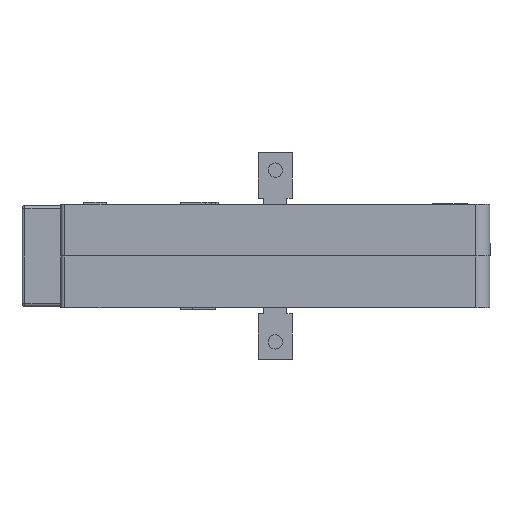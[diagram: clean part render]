
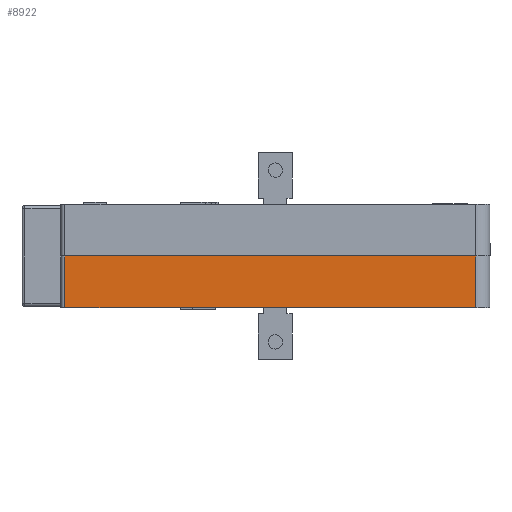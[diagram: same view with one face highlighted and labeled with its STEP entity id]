
A CAD part, left-side view. The second image highlights one B-rep face of the part: STEP entity #8922.
In plain terms, the highlighted planar face has unit normal (-1, 0, 0).
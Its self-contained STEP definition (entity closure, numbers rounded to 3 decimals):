
#2303 = ORIENTED_EDGE ( 'NONE', *, *, #26849, .F. ) ;
#3356 = ORIENTED_EDGE ( 'NONE', *, *, #26886, .T. ) ;
#4931 = VERTEX_POINT ( 'NONE', #5876 ) ;
#5313 = CARTESIAN_POINT ( 'NONE',  ( -49., 73.5, -18. ) ) ;
#5876 = CARTESIAN_POINT ( 'NONE',  ( -49., -70., 0. ) ) ;
#8922 = ADVANCED_FACE ( 'NONE', ( #20776 ), #19375, .T. ) ;
#9875 = CARTESIAN_POINT ( 'NONE',  ( -49., -70., -18. ) ) ;
#10115 = ORIENTED_EDGE ( 'NONE', *, *, #26729, .T. ) ;
#14310 = EDGE_CURVE ( 'NONE', #26166, #4931, #23863, .T. ) ;
#16359 = DIRECTION ( 'NONE',  ( 0., -1., 0. ) ) ;
#16902 = CARTESIAN_POINT ( 'NONE',  ( -49., -70., -18. ) ) ;
#17773 = EDGE_LOOP ( 'NONE', ( #19347, #2303, #3356, #10115 ) ) ;
#19347 = ORIENTED_EDGE ( 'NONE', *, *, #14310, .F. ) ;
#19375 = PLANE ( 'NONE',  #26134 ) ;
#20776 = FACE_OUTER_BOUND ( 'NONE', #17773, .T. ) ;
#20834 = DIRECTION ( 'NONE',  ( -1., 0., 0. ) ) ;
#21582 = VECTOR ( 'NONE', #24260, 1000. ) ;
#21600 = LINE ( 'NONE', #24684, #21582 ) ;
#21936 = LINE ( 'NONE', #25072, #22044 ) ;
#22022 = VERTEX_POINT ( 'NONE', #9875 ) ;
#22044 = VECTOR ( 'NONE', #25020, 1000. ) ;
#22368 = VECTOR ( 'NONE', #26839, 1000. ) ;
#22395 = LINE ( 'NONE', #27010, #22368 ) ;
#22914 = DIRECTION ( 'NONE',  ( 0., -1., 0. ) ) ;
#22978 = CARTESIAN_POINT ( 'NONE',  ( -49., -70., 0. ) ) ;
#23847 = VECTOR ( 'NONE', #22914, 1000. ) ;
#23863 = LINE ( 'NONE', #22978, #23847 ) ;
#24260 = DIRECTION ( 'NONE',  ( 0., -1., 0. ) ) ;
#24684 = CARTESIAN_POINT ( 'NONE',  ( -49., -70., -18. ) ) ;
#25020 = DIRECTION ( 'NONE',  ( 0., 0., 1. ) ) ;
#25072 = CARTESIAN_POINT ( 'NONE',  ( -49., 73.5, -18. ) ) ;
#26134 = AXIS2_PLACEMENT_3D ( 'NONE', #16902, #20834, #16359 ) ;
#26150 = CARTESIAN_POINT ( 'NONE',  ( -49., 73.5, 0. ) ) ;
#26166 = VERTEX_POINT ( 'NONE', #26150 ) ;
#26600 = VERTEX_POINT ( 'NONE', #5313 ) ;
#26729 = EDGE_CURVE ( 'NONE', #22022, #4931, #22395, .T. ) ;
#26839 = DIRECTION ( 'NONE',  ( 0., 0., 1. ) ) ;
#26849 = EDGE_CURVE ( 'NONE', #26600, #26166, #21936, .T. ) ;
#26886 = EDGE_CURVE ( 'NONE', #26600, #22022, #21600, .T. ) ;
#27010 = CARTESIAN_POINT ( 'NONE',  ( -49., -70., -18. ) ) ;
